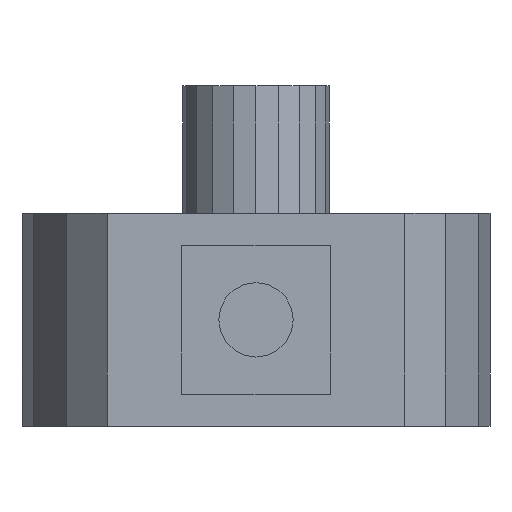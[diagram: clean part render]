
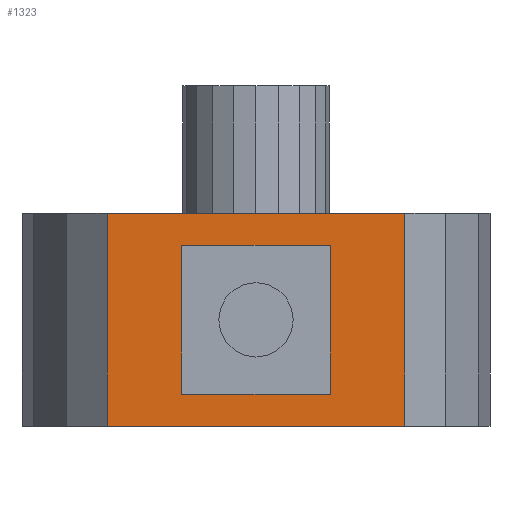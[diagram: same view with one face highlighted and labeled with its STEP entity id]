
A CAD part, front view. The second image highlights one B-rep face of the part: STEP entity #1323.
In plain terms, the highlighted planar face has unit normal (0, -1, 0).
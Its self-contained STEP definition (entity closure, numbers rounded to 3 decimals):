
#15=FACE_BOUND('',#114,.T.);
#45=FACE_OUTER_BOUND('',#113,.T.);
#113=EDGE_LOOP('',(#989,#990,#991,#992));
#114=EDGE_LOOP('',(#993,#994,#995,#996));
#165=LINE('',#1800,#354);
#180=LINE('',#1831,#369);
#189=LINE('',#1848,#378);
#207=LINE('',#1883,#396);
#253=LINE('',#1976,#442);
#254=LINE('',#1978,#443);
#255=LINE('',#1980,#444);
#256=LINE('',#1981,#445);
#354=VECTOR('',#1468,0.394);
#369=VECTOR('',#1493,0.394);
#378=VECTOR('',#1504,0.394);
#396=VECTOR('',#1534,0.394);
#442=VECTOR('',#1606,0.394);
#443=VECTOR('',#1607,0.394);
#444=VECTOR('',#1608,0.394);
#445=VECTOR('',#1609,0.394);
#541=VERTEX_POINT('',#1796);
#543=VERTEX_POINT('',#1799);
#553=VERTEX_POINT('',#1829);
#554=VERTEX_POINT('',#1830);
#561=VERTEX_POINT('',#1847);
#572=VERTEX_POINT('',#1881);
#607=VERTEX_POINT('',#1977);
#608=VERTEX_POINT('',#1979);
#669=EDGE_CURVE('',#543,#541,#165,.T.);
#684=EDGE_CURVE('',#553,#554,#180,.T.);
#693=EDGE_CURVE('',#561,#554,#189,.T.);
#711=EDGE_CURVE('',#572,#561,#207,.T.);
#757=EDGE_CURVE('',#572,#553,#253,.T.);
#758=EDGE_CURVE('',#543,#607,#254,.T.);
#759=EDGE_CURVE('',#541,#608,#255,.T.);
#760=EDGE_CURVE('',#608,#607,#256,.T.);
#989=ORIENTED_EDGE('',*,*,#757,.F.);
#990=ORIENTED_EDGE('',*,*,#711,.T.);
#991=ORIENTED_EDGE('',*,*,#693,.T.);
#992=ORIENTED_EDGE('',*,*,#684,.F.);
#993=ORIENTED_EDGE('',*,*,#758,.F.);
#994=ORIENTED_EDGE('',*,*,#669,.T.);
#995=ORIENTED_EDGE('',*,*,#759,.T.);
#996=ORIENTED_EDGE('',*,*,#760,.T.);
#1255=PLANE('',#1411);
#1323=ADVANCED_FACE('',(#45,#15),#1255,.T.);
#1411=AXIS2_PLACEMENT_3D('',#1975,#1604,#1605);
#1468=DIRECTION('',(0.,0.,1.));
#1493=DIRECTION('',(0.,0.,-1.));
#1504=DIRECTION('',(1.,0.,0.));
#1534=DIRECTION('',(0.,0.,-1.));
#1604=DIRECTION('center_axis',(0.,-1.,0.));
#1605=DIRECTION('ref_axis',(0.,0.,-1.));
#1606=DIRECTION('',(1.,0.,0.));
#1607=DIRECTION('',(1.,0.,0.));
#1608=DIRECTION('',(1.,0.,0.));
#1609=DIRECTION('',(0.,0.,-1.));
#1796=CARTESIAN_POINT('',(565.608,735.088,8.498));
#1799=CARTESIAN_POINT('',(565.608,735.088,1.502));
#1800=CARTESIAN_POINT('',(565.608,735.088,1.502));
#1829=CARTESIAN_POINT('',(576.105,735.088,10.));
#1830=CARTESIAN_POINT('',(576.105,735.088,0.));
#1831=CARTESIAN_POINT('',(576.105,735.088,10.));
#1847=CARTESIAN_POINT('',(562.105,735.088,0.));
#1848=CARTESIAN_POINT('',(562.105,735.088,0.));
#1881=CARTESIAN_POINT('',(562.105,735.088,10.));
#1883=CARTESIAN_POINT('',(562.105,735.088,10.));
#1975=CARTESIAN_POINT('Origin',(572.603,735.088,8.498));
#1976=CARTESIAN_POINT('',(562.105,735.088,10.));
#1977=CARTESIAN_POINT('',(572.603,735.088,1.502));
#1978=CARTESIAN_POINT('',(565.608,735.088,1.502));
#1979=CARTESIAN_POINT('',(572.603,735.088,8.498));
#1980=CARTESIAN_POINT('',(565.608,735.088,8.498));
#1981=CARTESIAN_POINT('',(572.603,735.088,8.498));
